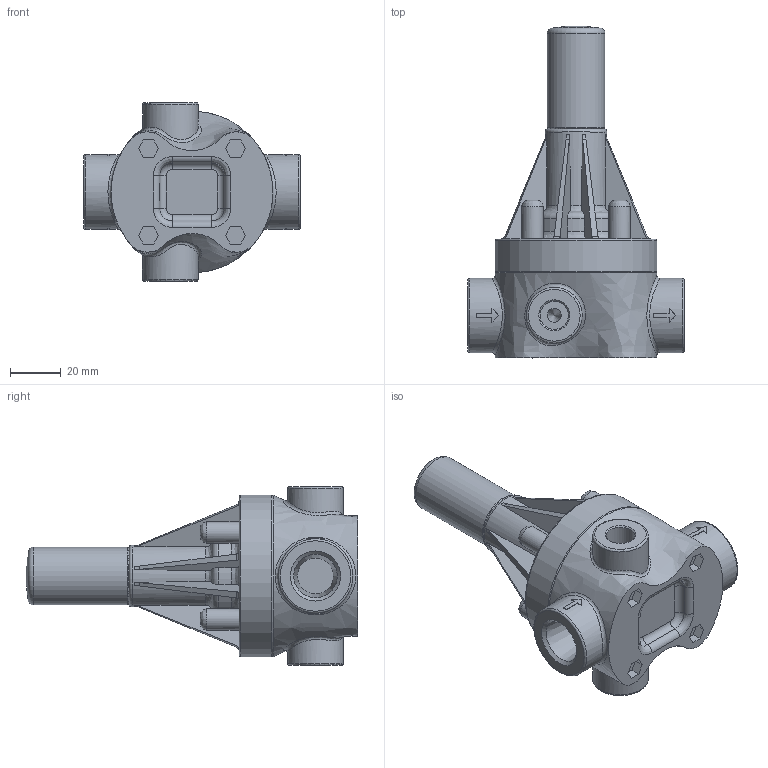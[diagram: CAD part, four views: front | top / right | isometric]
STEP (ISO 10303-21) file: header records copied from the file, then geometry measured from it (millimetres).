
FILE_DESCRIPTION((''),'2;1');
FILE_NAME('ECO-38A-PVC_R0.ipt.stp','2017-02-28T12:01:51',(''),(''),'Autodesk Inventor 2009','Autodesk Inventor 2009','');
FILE_SCHEMA(('AUTOMOTIVE_DESIGN { 1 0 10303 214 1 1 1 1 }'));
Length unit declared in the file: inch
Products named in the file (1): ECO-38A-PVC_R0
Bounding box: 85.09 x 130.38 x 70.21 mm (x, y, z)
Volume: 194486.6 mm3; surface area: 40594.6 mm2
Topology: 1 solids, 17 shells, 308 faces, 733 edges, 482 vertices
Faces by surface type: plane 125, bspline 78, cylinder 72, torus 24, cone 9
Full cylindrical faces by diameter (mm): 5.842 x4, 6.502 x4, 6.528 x4, 8.382 x4, 10.16 x4, 11.112 x1, 11.113 x1, 21.844 x2, 22.733 x1, 24.384 x1, 29.185 x2, 63.5 x1
Entity records: 13700 total; most frequent: CARTESIAN_POINT 6915, ORIENTED_EDGE 1310, DIRECTION 1268, EDGE_CURVE 655, AXIS2_PLACEMENT_3D 510, VERTEX_POINT 459, EDGE_LOOP 394, FACE_OUTER_BOUND 308
